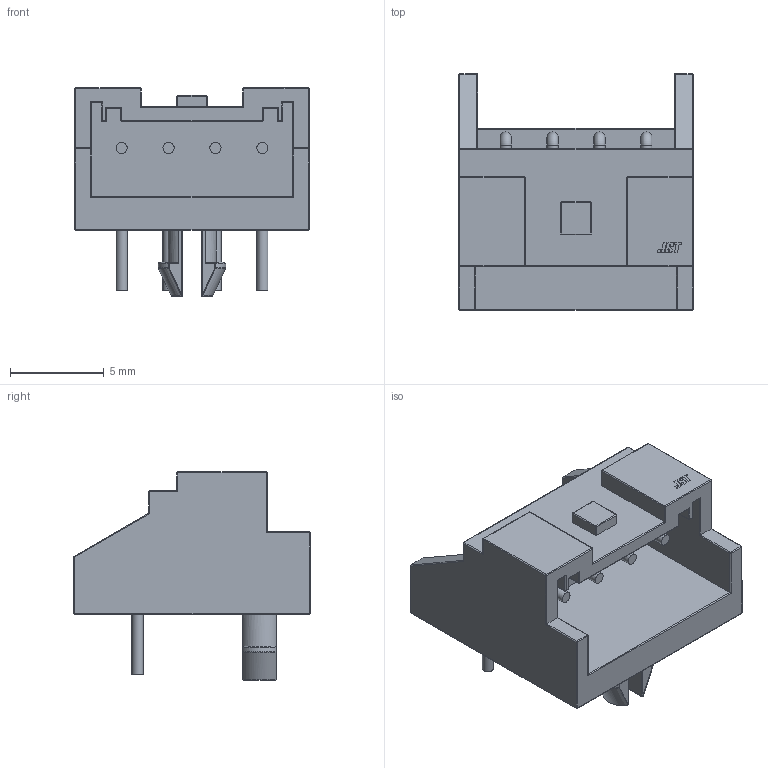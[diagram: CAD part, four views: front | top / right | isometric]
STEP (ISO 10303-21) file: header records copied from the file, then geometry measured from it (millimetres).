
FILE_DESCRIPTION(/* description */ (''),/* implementation_level */ '2;1');
FILE_NAME(/* name */ 'S04B-XASK-1.stp',/* time_stamp */ '2022-06-09T16:38:17+02:00',/* author */ ('khaled'),/* organization */ (''),/* preprocessor_version */ 'ST-DEVELOPER v17',/* originating_system */ 'Autodesk Inventor 2019',/* authorisation */ '');
FILE_SCHEMA (('AUTOMOTIVE_DESIGN { 1 0 10303 214 3 1 1 }'));
Products named in the file (5): S04B-XASK-1; 1; 2; JST; Notch
Assembly tree (4 placements, depth 2):
  S04B-XASK-1
    1
    2
    JST
    Notch
Bounding box: 12.5 x 12.6 x 11.1 mm (x, y, z)
Volume: 510 mm3; surface area: 886.6 mm2
Topology: 17 solids, 17 shells, 357 faces, 824 edges, 504 vertices
Faces by surface type: cylinder 119, plane 105, bspline 77, sphere 50, torus 6
Full cylindrical faces by diameter (mm): 0.6 x16
Entity records: 11271 total; most frequent: CARTESIAN_POINT 3305, ORIENTED_EDGE 1648, DIRECTION 1516, EDGE_CURVE 824, AXIS2_PLACEMENT_3D 567, VERTEX_POINT 504, LINE 382, VECTOR 382
